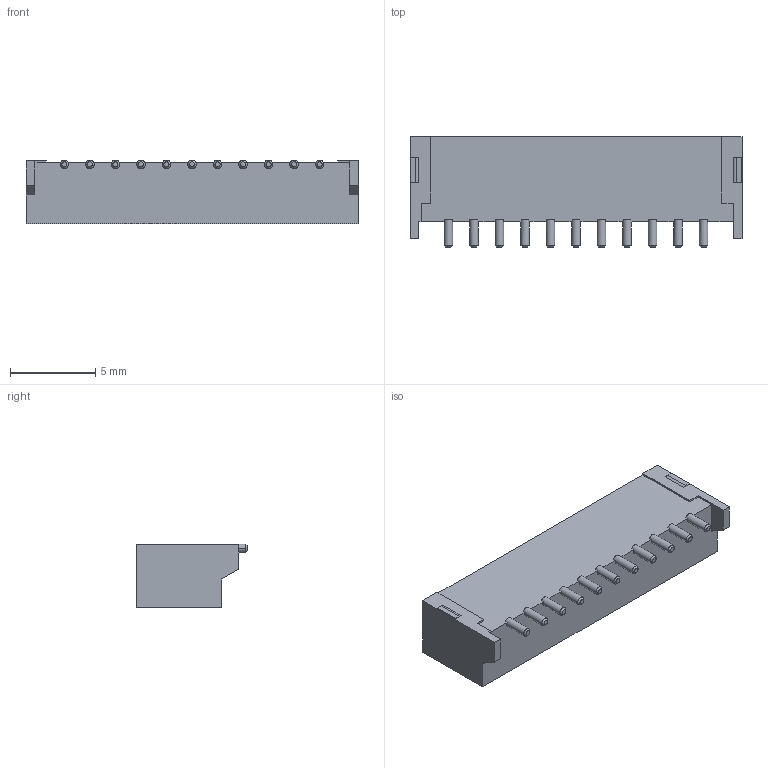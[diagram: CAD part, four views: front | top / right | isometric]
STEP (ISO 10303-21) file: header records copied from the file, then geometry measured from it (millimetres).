
FILE_DESCRIPTION(('CoCreate Modeling STEP Export'),'2;1');
FILE_NAME('WB1519H-11XXC.stp','2021-10-09T 9:18:21',(''),(''),'CoCreate Modeling STEP processor for AP214 (Solid Model)','CoCreate Modeling 16.00 13-May-2008 (C) Parametric Technology GmbH','');
FILE_SCHEMA(('AUTOMOTIVE_DESIGN { 1 0 10303 214 1 1 1 1 }'));
Length unit declared in the file: millimetre
Products named in the file (3): WB1519H-11; WB1519H-11XXC
Assembly tree (2 placements, depth 2):
  WB1519H-11XXC
    WB1519H-11XXC
    WB1519H-11
Bounding box: 19.5 x 6.5 x 3.75 mm (x, y, z)
Volume: 201.3 mm3; surface area: 581 mm2
Topology: 1 solids, 1 shells, 189 faces, 539 edges, 432 vertices
Faces by surface type: plane 95, cylinder 50, cone 44
Entity records: 5468 total; most frequent: CARTESIAN_POINT 991, ORIENTED_EDGE 942, DIRECTION 835, EDGE_CURVE 471, VECTOR 363, LINE 363, VERTEX_POINT 296, AXIS2_PLACEMENT_3D 236
